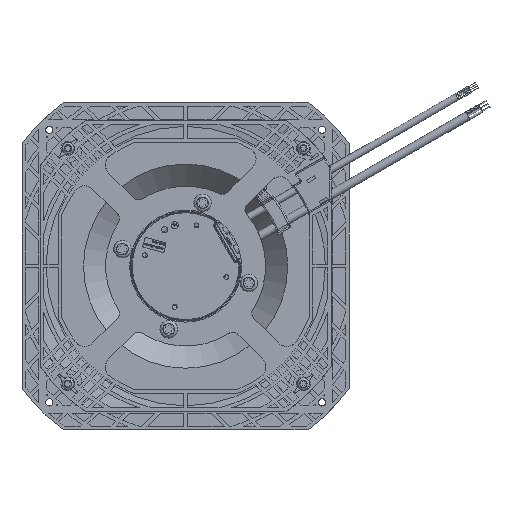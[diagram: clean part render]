
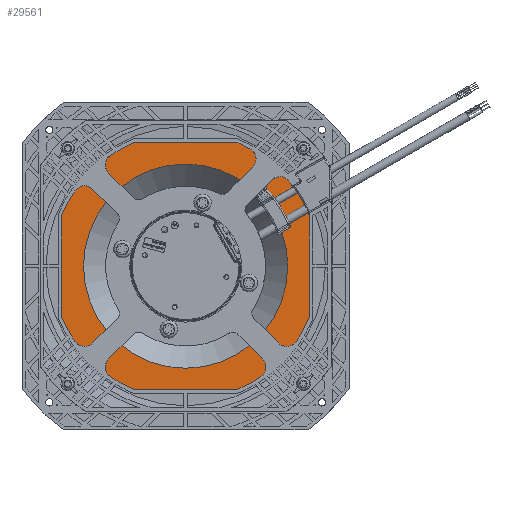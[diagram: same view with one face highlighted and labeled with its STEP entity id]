
A CAD part, front view. The second image highlights one B-rep face of the part: STEP entity #29561.
In plain terms, the highlighted planar face has unit normal (0, -1, 0).
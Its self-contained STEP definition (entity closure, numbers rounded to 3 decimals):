
#4828 = AXIS2_PLACEMENT_3D ( 'NONE', #30686, #16153, #120607 ) ;
#5127 = VERTEX_POINT ( 'NONE', #31231 ) ;
#16153 = DIRECTION ( 'NONE',  ( 0., -1., 0. ) ) ;
#22179 = DIRECTION ( 'NONE',  ( 0., 0., -1. ) ) ;
#24282 = FACE_OUTER_BOUND ( 'NONE', #45721, .T. ) ;
#25214 = PLANE ( 'NONE',  #170857 ) ;
#29561 = ADVANCED_FACE ( 'NONE', ( #157731, #24282 ), #25214, .T. ) ;
#29604 = ORIENTED_EDGE ( 'NONE', *, *, #72162, .T. ) ;
#30686 = CARTESIAN_POINT ( 'NONE',  ( 0., 23.998, 0. ) ) ;
#31231 = CARTESIAN_POINT ( 'NONE',  ( 95., 23.998, 0. ) ) ;
#45721 = EDGE_LOOP ( 'NONE', ( #29604 ) ) ;
#56466 = ORIENTED_EDGE ( 'NONE', *, *, #167065, .T. ) ;
#72162 = EDGE_CURVE ( 'NONE', #5127, #5127, #171493, .T. ) ;
#79682 = CARTESIAN_POINT ( 'NONE',  ( 0., 23.998, -70.2 ) ) ;
#86159 = CARTESIAN_POINT ( 'NONE',  ( 0., 23.998, 0. ) ) ;
#111155 = DIRECTION ( 'NONE',  ( 0., 1., 0. ) ) ;
#120607 = DIRECTION ( 'NONE',  ( 1., 0., 0. ) ) ;
#122280 = VERTEX_POINT ( 'NONE', #79682 ) ;
#142038 = CIRCLE ( 'NONE', #157057, 70.2 ) ;
#154721 = CARTESIAN_POINT ( 'NONE',  ( 0., 23.998, 0. ) ) ;
#157057 = AXIS2_PLACEMENT_3D ( 'NONE', #154721, #111155, #22179 ) ;
#157731 = FACE_BOUND ( 'NONE', #187100, .T. ) ;
#159638 = DIRECTION ( 'NONE',  ( 0., 0., -1. ) ) ;
#167065 = EDGE_CURVE ( 'NONE', #122280, #122280, #142038, .T. ) ;
#170857 = AXIS2_PLACEMENT_3D ( 'NONE', #86159, #173172, #159638 ) ;
#171493 = CIRCLE ( 'NONE', #4828, 95. ) ;
#173172 = DIRECTION ( 'NONE',  ( 0., -1., 0. ) ) ;
#187100 = EDGE_LOOP ( 'NONE', ( #56466 ) ) ;
